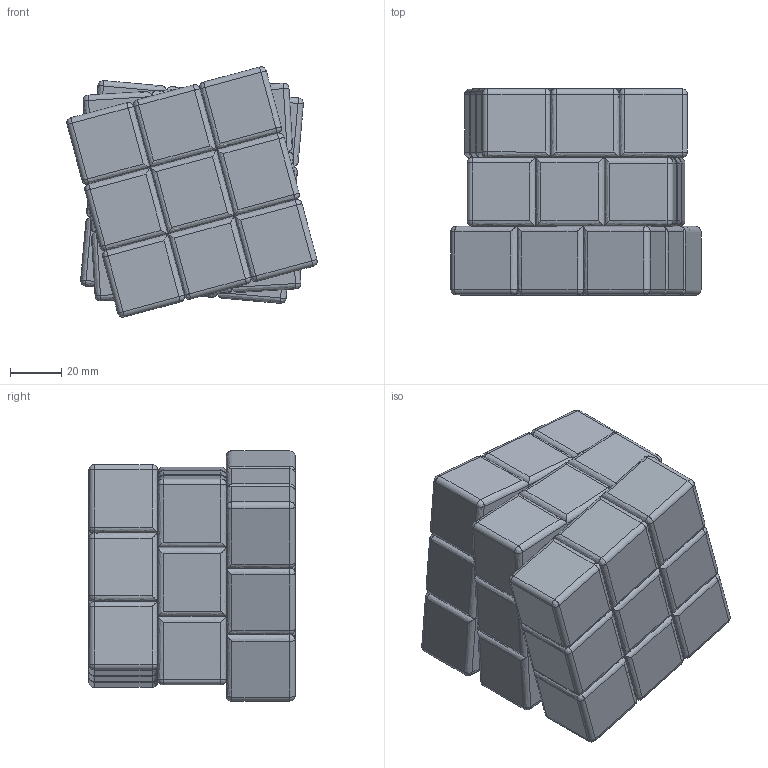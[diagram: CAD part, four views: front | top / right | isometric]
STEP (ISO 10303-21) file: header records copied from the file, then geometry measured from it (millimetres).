
FILE_DESCRIPTION(('FreeCAD Model'),'2;1');
FILE_NAME('Open CASCADE Shape Model','2025-05-02T03:53:27',('FreeCAD'),( 'FreeCAD'),'Open CASCADE STEP processor 7.6','FreeCAD','Unknown');
FILE_SCHEMA(('AUTOMOTIVE_DESIGN { 1 0 10303 214 1 1 1 1 }'));
Length unit declared in the file: millimetre
Products named in the file (1): Open CASCADE STEP translator 7.6 1
Bounding box: 97.48 x 80.33 x 97.48 mm (x, y, z)
Volume: 300466.6 mm3; surface area: 87757.5 mm2
Topology: 27 solids, 27 shells, 492 faces, 1096 edges, 602 vertices
Faces by surface type: bspline 492
Entity records: 12356 total; most frequent: CARTESIAN_POINT 6373, ORIENTED_EDGE 2080, EDGE_CURVE 1040, VERTEX_POINT 602, B_SPLINE_CURVE_WITH_KNOTS 530, ADVANCED_FACE 492, FACE_BOUND 492, EDGE_LOOP 492
